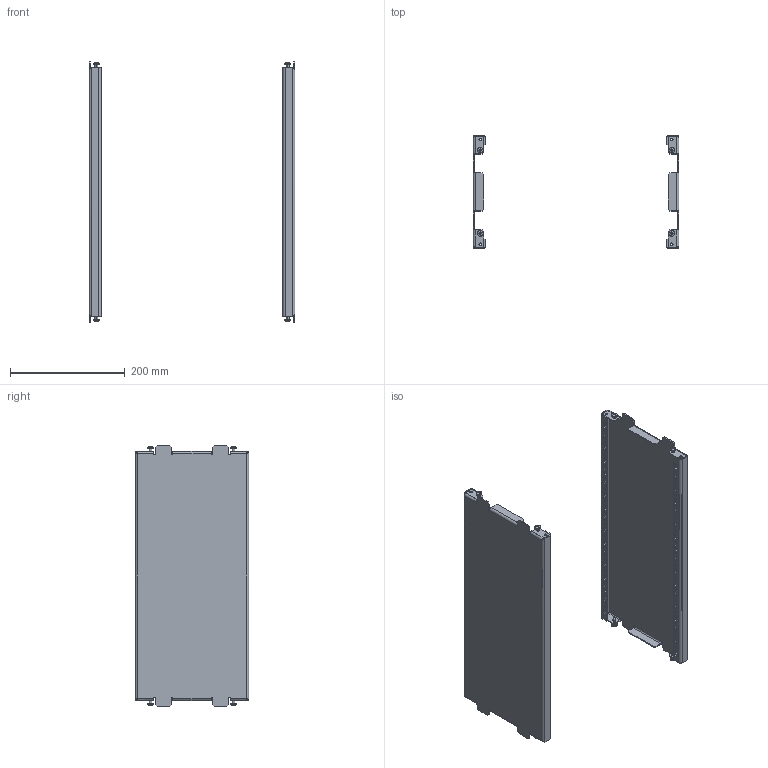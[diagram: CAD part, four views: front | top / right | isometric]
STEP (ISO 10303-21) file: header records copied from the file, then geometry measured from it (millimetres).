
FILE_DESCRIPTION (( 'STEP AP203' ), '1' );
FILE_NAME ('UR13624210060 Ýëåìåíòû áîêîâûå öîêîëÿ 200ìì RS52 00.60 RAL7021 (2øò) (000.136.072-02).STEP', '2022-04-14T05:58:11', ( '' ), ( '' ), 'SwSTEP 2.0', 'SolidWorks 2017', '' );
FILE_SCHEMA (( 'CONFIG_CONTROL_DESIGN' ));
Length unit declared in the file: millimetre
Products named in the file (3): Âèíò DIN 7500 C TORX_Œ5å12; 070-70 Ïàíåëü öîêîëÿ_02 (00.60); UR13624210060 Ýëåìåíòû áîêîâûå öîêîëÿ 200ìì RS52 00.60 RAL7021 (2øò) (000.136.072-02)
Assembly tree (10 placements, depth 2):
  UR13624210060 Ýëåìåíòû áîêîâûå öîêîëÿ 200ìì RS52 00.60 RAL7021 (2øò) (000.136.072-02)
    070-70 Ïàíåëü öîêîëÿ_02 (00.60)  x2
    Âèíò DIN 7500 C TORX_Œ5å12  x8
Bounding box: 359 x 198 x 454.8 mm (x, y, z)
Volume: 463671 mm3; surface area: 477476.9 mm2
Topology: 10 solids, 10 shells, 1020 faces, 2816 edges, 1824 vertices
Faces by surface type: plane 596, cylinder 360, cone 32, bspline 16, sphere 16
Entity records: 13525 total; most frequent: CARTESIAN_POINT 2724, ORIENTED_EDGE 2144, DIRECTION 2049, EDGE_CURVE 1072, VECTOR 775, LINE 775, VERTEX_POINT 690, AXIS2_PLACEMENT_3D 637
